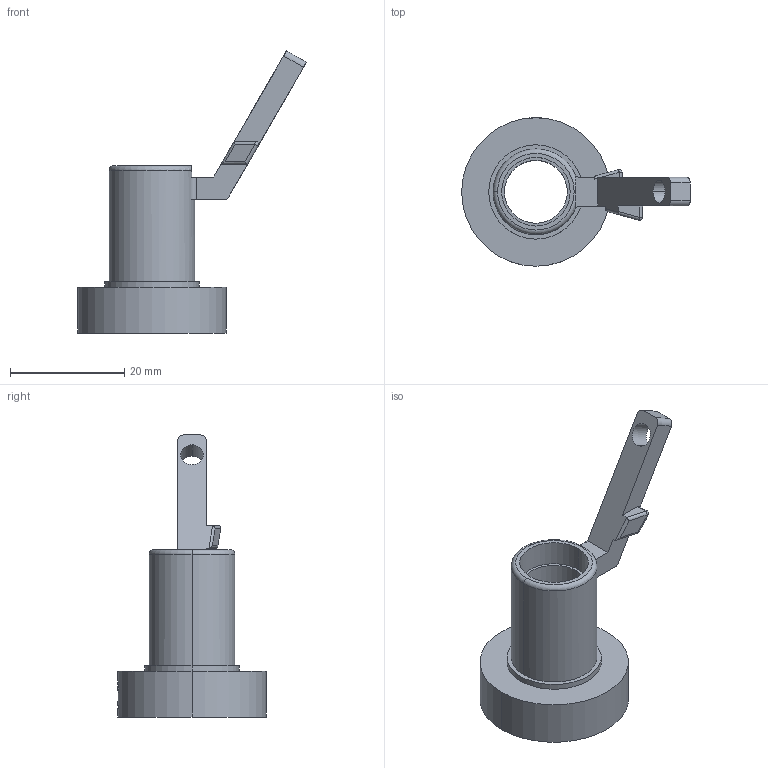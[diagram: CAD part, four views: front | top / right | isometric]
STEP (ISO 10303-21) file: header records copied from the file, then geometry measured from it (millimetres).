
FILE_DESCRIPTION((''),'2;1');
FILE_NAME('ARM_2_-60_50','2020-07-08T12:43:33',('EMassa'),(''),'CREO PARAMETRIC BY PTC INC, 2019344','CREO PARAMETRIC BY PTC INC, 2019344','');
FILE_SCHEMA(('CONFIG_CONTROL_DESIGN'));
Length unit declared in the file: millimetre
Products named in the file (1): ARM_2_-60_50
Bounding box: 40.02 x 25.98 x 49.36 mm (x, y, z)
Volume: 4740.8 mm3; surface area: 4285.5 mm2
Topology: 1 solids, 1 shells, 91 faces, 236 edges, 153 vertices
Faces by surface type: plane 51, cylinder 33, sphere 2, torus 2, cone 2, bspline 1
Entity records: 2918 total; most frequent: CARTESIAN_POINT 652, ORIENTED_EDGE 472, DIRECTION 449, EDGE_CURVE 236, AXIS2_PLACEMENT_3D 158, VERTEX_POINT 153, VECTOR 133, LINE 133
